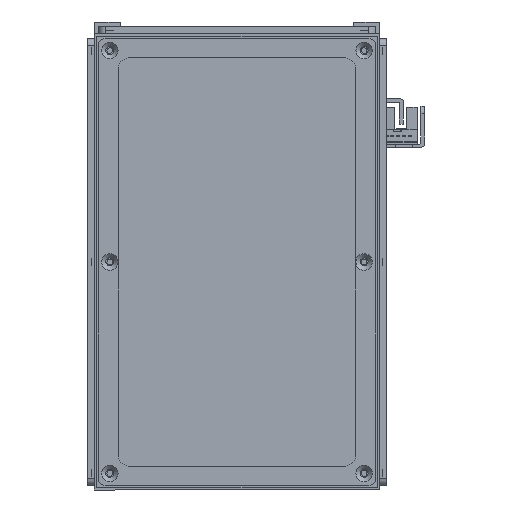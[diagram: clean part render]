
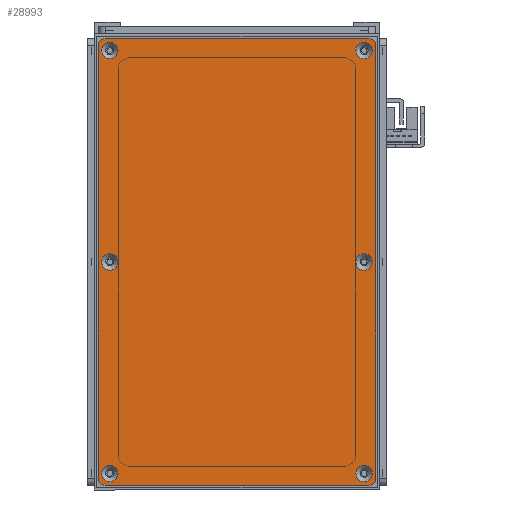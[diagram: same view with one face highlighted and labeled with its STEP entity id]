
A CAD part, front view. The second image highlights one B-rep face of the part: STEP entity #28993.
In plain terms, the highlighted planar face has unit normal (0, -1, 0).
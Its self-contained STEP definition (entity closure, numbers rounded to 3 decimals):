
#2368=FACE_BOUND('',#6889,.T.);
#2369=FACE_BOUND('',#6890,.T.);
#2370=FACE_BOUND('',#6891,.T.);
#2371=FACE_BOUND('',#6892,.T.);
#2372=FACE_BOUND('',#6893,.T.);
#2373=FACE_BOUND('',#6894,.T.);
#3603=CIRCLE('',#31992,3.45);
#3606=CIRCLE('',#31997,3.45);
#3609=CIRCLE('',#32002,3.45);
#3612=CIRCLE('',#32007,3.45);
#3615=CIRCLE('',#32012,3.45);
#3618=CIRCLE('',#32017,3.45);
#3621=CIRCLE('',#32022,3.);
#3623=CIRCLE('',#32025,3.);
#3624=CIRCLE('',#32026,3.);
#3625=CIRCLE('',#32027,3.);
#5058=FACE_OUTER_BOUND('',#6888,.T.);
#6888=EDGE_LOOP('',(#26323,#26324,#26325,#26326,#26327,#26328,#26329,#26330));
#6889=EDGE_LOOP('',(#26331));
#6890=EDGE_LOOP('',(#26332));
#6891=EDGE_LOOP('',(#26333));
#6892=EDGE_LOOP('',(#26334));
#6893=EDGE_LOOP('',(#26335));
#6894=EDGE_LOOP('',(#26336));
#9302=LINE('',#51740,#11723);
#9303=LINE('',#51744,#11724);
#9304=LINE('',#51748,#11725);
#9305=LINE('',#51751,#11726);
#11723=VECTOR('',#39684,10.);
#11724=VECTOR('',#39687,10.);
#11725=VECTOR('',#39690,10.);
#11726=VECTOR('',#39693,10.);
#14444=VERTEX_POINT('',#51670);
#14447=VERTEX_POINT('',#51680);
#14450=VERTEX_POINT('',#51690);
#14453=VERTEX_POINT('',#51700);
#14456=VERTEX_POINT('',#51710);
#14459=VERTEX_POINT('',#51720);
#14462=VERTEX_POINT('',#51730);
#14463=VERTEX_POINT('',#51731);
#14466=VERTEX_POINT('',#51739);
#14467=VERTEX_POINT('',#51741);
#14468=VERTEX_POINT('',#51743);
#14469=VERTEX_POINT('',#51745);
#14470=VERTEX_POINT('',#51747);
#14471=VERTEX_POINT('',#51749);
#18428=EDGE_CURVE('',#14444,#14444,#3603,.T.);
#18433=EDGE_CURVE('',#14447,#14447,#3606,.T.);
#18438=EDGE_CURVE('',#14450,#14450,#3609,.T.);
#18443=EDGE_CURVE('',#14453,#14453,#3612,.T.);
#18448=EDGE_CURVE('',#14456,#14456,#3615,.T.);
#18453=EDGE_CURVE('',#14459,#14459,#3618,.T.);
#18458=EDGE_CURVE('',#14462,#14463,#3621,.T.);
#18462=EDGE_CURVE('',#14462,#14466,#9302,.T.);
#18463=EDGE_CURVE('',#14467,#14466,#3623,.T.);
#18464=EDGE_CURVE('',#14467,#14468,#9303,.T.);
#18465=EDGE_CURVE('',#14469,#14468,#3624,.T.);
#18466=EDGE_CURVE('',#14469,#14470,#9304,.T.);
#18467=EDGE_CURVE('',#14471,#14470,#3625,.T.);
#18468=EDGE_CURVE('',#14471,#14463,#9305,.T.);
#26323=ORIENTED_EDGE('',*,*,#18458,.F.);
#26324=ORIENTED_EDGE('',*,*,#18462,.T.);
#26325=ORIENTED_EDGE('',*,*,#18463,.F.);
#26326=ORIENTED_EDGE('',*,*,#18464,.T.);
#26327=ORIENTED_EDGE('',*,*,#18465,.F.);
#26328=ORIENTED_EDGE('',*,*,#18466,.T.);
#26329=ORIENTED_EDGE('',*,*,#18467,.F.);
#26330=ORIENTED_EDGE('',*,*,#18468,.T.);
#26331=ORIENTED_EDGE('',*,*,#18428,.T.);
#26332=ORIENTED_EDGE('',*,*,#18433,.T.);
#26333=ORIENTED_EDGE('',*,*,#18438,.T.);
#26334=ORIENTED_EDGE('',*,*,#18443,.T.);
#26335=ORIENTED_EDGE('',*,*,#18448,.T.);
#26336=ORIENTED_EDGE('',*,*,#18453,.T.);
#27634=PLANE('',#32024);
#28993=ADVANCED_FACE('',(#5058,#2368,#2369,#2370,#2371,#2372,#2373),#27634,
 .T.);
#31992=AXIS2_PLACEMENT_3D('',#51671,#39604,#39605);
#31997=AXIS2_PLACEMENT_3D('',#51681,#39616,#39617);
#32002=AXIS2_PLACEMENT_3D('',#51691,#39628,#39629);
#32007=AXIS2_PLACEMENT_3D('',#51701,#39640,#39641);
#32012=AXIS2_PLACEMENT_3D('',#51711,#39652,#39653);
#32017=AXIS2_PLACEMENT_3D('',#51721,#39664,#39665);
#32022=AXIS2_PLACEMENT_3D('',#51732,#39676,#39677);
#32024=AXIS2_PLACEMENT_3D('',#51738,#39682,#39683);
#32025=AXIS2_PLACEMENT_3D('',#51742,#39685,#39686);
#32026=AXIS2_PLACEMENT_3D('',#51746,#39688,#39689);
#32027=AXIS2_PLACEMENT_3D('',#51750,#39691,#39692);
#39604=DIRECTION('center_axis',(0.,1.,0.));
#39605=DIRECTION('ref_axis',(1.,0.,0.));
#39616=DIRECTION('center_axis',(0.,1.,0.));
#39617=DIRECTION('ref_axis',(1.,0.,0.));
#39628=DIRECTION('center_axis',(0.,1.,0.));
#39629=DIRECTION('ref_axis',(1.,0.,0.));
#39640=DIRECTION('center_axis',(0.,1.,0.));
#39641=DIRECTION('ref_axis',(1.,0.,0.));
#39652=DIRECTION('center_axis',(0.,1.,0.));
#39653=DIRECTION('ref_axis',(1.,0.,0.));
#39664=DIRECTION('center_axis',(0.,1.,0.));
#39665=DIRECTION('ref_axis',(1.,0.,0.));
#39676=DIRECTION('center_axis',(0.,1.,0.));
#39677=DIRECTION('ref_axis',(-0.707,0.,0.707));
#39682=DIRECTION('center_axis',(0.,-1.,0.));
#39683=DIRECTION('ref_axis',(0.,0.,-1.));
#39684=DIRECTION('',(0.,0.,-1.));
#39685=DIRECTION('center_axis',(0.,1.,0.));
#39686=DIRECTION('ref_axis',(-0.707,0.,-0.707));
#39687=DIRECTION('',(1.,0.,0.));
#39688=DIRECTION('center_axis',(0.,1.,0.));
#39689=DIRECTION('ref_axis',(0.707,0.,-0.707));
#39690=DIRECTION('',(0.,0.,1.));
#39691=DIRECTION('center_axis',(0.,1.,0.));
#39692=DIRECTION('ref_axis',(0.707,0.,0.707));
#39693=DIRECTION('',(-1.,0.,0.));
#51670=CARTESIAN_POINT('',(85.55,-1.5,53.5));
#51671=CARTESIAN_POINT('Origin',(89.,-1.5,53.5));
#51680=CARTESIAN_POINT('',(-3.45,-1.5,-53.5));
#51681=CARTESIAN_POINT('Origin',(0.,-1.5,-53.5));
#51690=CARTESIAN_POINT('',(-92.45,-1.5,53.5));
#51691=CARTESIAN_POINT('Origin',(-89.,-1.5,53.5));
#51700=CARTESIAN_POINT('',(-92.45,-1.5,-53.5));
#51701=CARTESIAN_POINT('Origin',(-89.,-1.5,-53.5));
#51710=CARTESIAN_POINT('',(-3.45,-1.5,53.5));
#51711=CARTESIAN_POINT('Origin',(0.,-1.5,53.5));
#51720=CARTESIAN_POINT('',(85.55,-1.5,-53.5));
#51721=CARTESIAN_POINT('Origin',(89.,-1.5,-53.5));
#51730=CARTESIAN_POINT('',(-94.,-1.5,55.5));
#51731=CARTESIAN_POINT('',(-91.,-1.5,58.5));
#51732=CARTESIAN_POINT('Origin',(-91.,-1.5,55.5));
#51738=CARTESIAN_POINT('Origin',(0.,-1.5,0.));
#51739=CARTESIAN_POINT('',(-94.,-1.5,-55.5));
#51740=CARTESIAN_POINT('',(-94.,-1.5,58.5));
#51741=CARTESIAN_POINT('',(-91.,-1.5,-58.5));
#51742=CARTESIAN_POINT('Origin',(-91.,-1.5,-55.5));
#51743=CARTESIAN_POINT('',(91.,-1.5,-58.5));
#51744=CARTESIAN_POINT('',(-94.,-1.5,-58.5));
#51745=CARTESIAN_POINT('',(94.,-1.5,-55.5));
#51746=CARTESIAN_POINT('Origin',(91.,-1.5,-55.5));
#51747=CARTESIAN_POINT('',(94.,-1.5,55.5));
#51748=CARTESIAN_POINT('',(94.,-1.5,-58.5));
#51749=CARTESIAN_POINT('',(91.,-1.5,58.5));
#51750=CARTESIAN_POINT('Origin',(91.,-1.5,55.5));
#51751=CARTESIAN_POINT('',(94.,-1.5,58.5));
